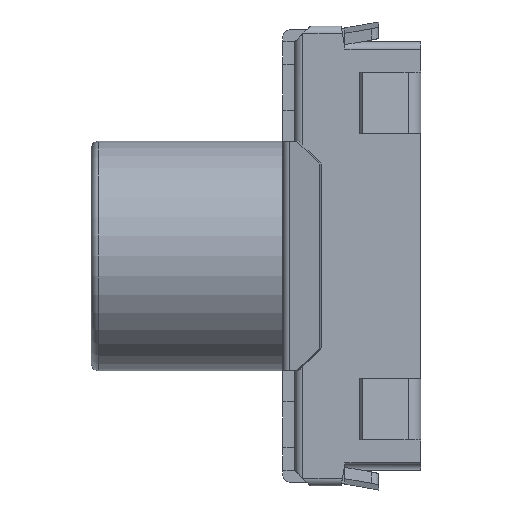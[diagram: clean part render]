
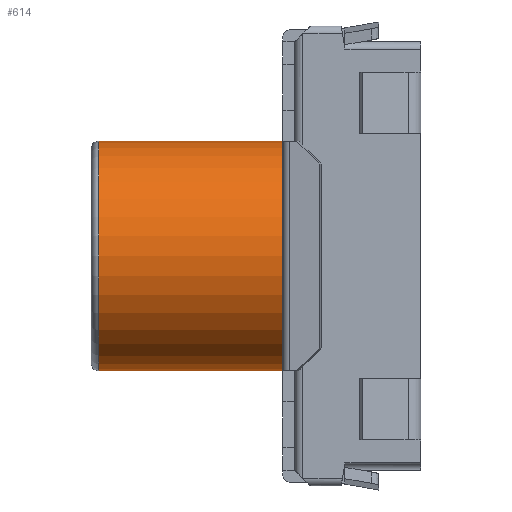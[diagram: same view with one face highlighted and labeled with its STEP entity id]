
A CAD part, left-side view. The second image highlights one B-rep face of the part: STEP entity #614.
In plain terms, the highlighted cylindrical face has radius 1.5 mm (diameter 3 mm), a partial arc.
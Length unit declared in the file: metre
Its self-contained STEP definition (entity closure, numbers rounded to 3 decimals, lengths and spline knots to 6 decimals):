
#302 = CIRCLE ( 'NONE', #3320, 0.0015 ) ;
#503 = CARTESIAN_POINT ( 'NONE',  ( 0., 0.0042, 0. ) ) ;
#559 = CIRCLE ( 'NONE', #5364, 0.0015 ) ;
#608 = ORIENTED_EDGE ( 'NONE', *, *, #5661, .T. ) ;
#614 = ADVANCED_FACE ( 'NONE', ( #7416 ), #1523, .T. ) ;
#669 = DIRECTION ( 'NONE',  ( 0., 1., 0. ) ) ;
#771 = ORIENTED_EDGE ( 'NONE', *, *, #960, .T. ) ;
#813 = CARTESIAN_POINT ( 'NONE',  ( 0., 0.00165, -0.0015 ) ) ;
#960 = EDGE_CURVE ( 'NONE', #6484, #5244, #1807, .T. ) ;
#979 = EDGE_LOOP ( 'NONE', ( #5606, #6571, #771, #608 ) ) ;
#1523 = CYLINDRICAL_SURFACE ( 'NONE', #1887, 0.0015 ) ;
#1721 = DIRECTION ( 'NONE',  ( 0., 0., 1. ) ) ;
#1807 = LINE ( 'NONE', #6477, #3034 ) ;
#1887 = AXIS2_PLACEMENT_3D ( 'NONE', #4299, #2561, #6717 ) ;
#2189 = EDGE_CURVE ( 'NONE', #3969, #3678, #5247, .T. ) ;
#2561 = DIRECTION ( 'NONE',  ( 0., -1., 0. ) ) ;
#2593 = EDGE_CURVE ( 'NONE', #3969, #6484, #302, .T. ) ;
#2766 = CARTESIAN_POINT ( 'NONE',  ( 0., 0.0042, 0.0015 ) ) ;
#3034 = VECTOR ( 'NONE', #4077, 1. ) ;
#3320 = AXIS2_PLACEMENT_3D ( 'NONE', #503, #7667, #1721 ) ;
#3678 = VERTEX_POINT ( 'NONE', #7404 ) ;
#3969 = VERTEX_POINT ( 'NONE', #2766 ) ;
#4077 = DIRECTION ( 'NONE',  ( 0., -1., 0. ) ) ;
#4299 = CARTESIAN_POINT ( 'NONE',  ( 0., 0.0043, 0. ) ) ;
#4614 = DIRECTION ( 'NONE',  ( 0., -1., 0. ) ) ;
#5075 = VECTOR ( 'NONE', #4614, 1. ) ;
#5097 = CARTESIAN_POINT ( 'NONE',  ( 0., 0.0042, -0.0015 ) ) ;
#5244 = VERTEX_POINT ( 'NONE', #813 ) ;
#5247 = LINE ( 'NONE', #7425, #5075 ) ;
#5364 = AXIS2_PLACEMENT_3D ( 'NONE', #7264, #669, #5467 ) ;
#5467 = DIRECTION ( 'NONE',  ( 0., 0., 1. ) ) ;
#5606 = ORIENTED_EDGE ( 'NONE', *, *, #2189, .F. ) ;
#5661 = EDGE_CURVE ( 'NONE', #5244, #3678, #559, .T. ) ;
#6477 = CARTESIAN_POINT ( 'NONE',  ( 0., 0.0043, -0.0015 ) ) ;
#6484 = VERTEX_POINT ( 'NONE', #5097 ) ;
#6571 = ORIENTED_EDGE ( 'NONE', *, *, #2593, .T. ) ;
#6717 = DIRECTION ( 'NONE',  ( 0., 0., -1. ) ) ;
#7264 = CARTESIAN_POINT ( 'NONE',  ( 0., 0.00165, 0. ) ) ;
#7404 = CARTESIAN_POINT ( 'NONE',  ( 0., 0.00165, 0.0015 ) ) ;
#7416 = FACE_OUTER_BOUND ( 'NONE', #979, .T. ) ;
#7425 = CARTESIAN_POINT ( 'NONE',  ( 0., 0.0043, 0.0015 ) ) ;
#7667 = DIRECTION ( 'NONE',  ( 0., -1., 0. ) ) ;
